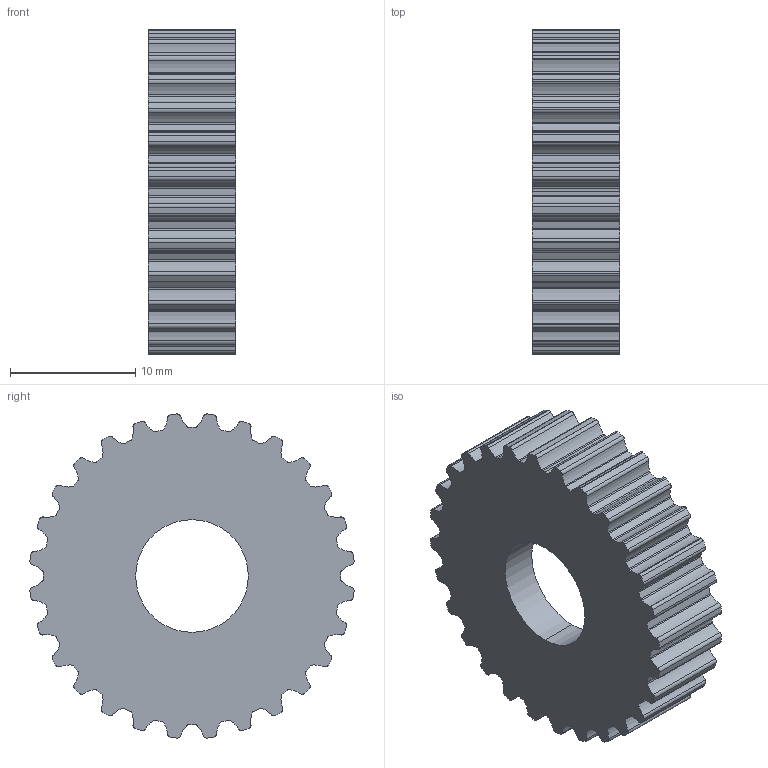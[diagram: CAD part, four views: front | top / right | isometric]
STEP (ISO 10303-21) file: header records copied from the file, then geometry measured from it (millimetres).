
FILE_DESCRIPTION (( 'STEP AP203' ), '1' );
FILE_NAME ('HTPA28S3M060_A_H5_b.STEP', '2023-10-16T04:42:30', ( '' ), ( '' ), 'SwSTEP 2.0', 'SolidWorks 2021', '' );
FILE_SCHEMA (( 'CONFIG_CONTROL_DESIGN' ));
Length unit declared in the file: millimetre
Products named in the file (1): HTPA28S3M060_A_H5_b
Bounding box: 7 x 25.87 x 25.87 mm (x, y, z)
Volume: 1810.5 mm3; surface area: 1981.9 mm2
Topology: 1 solids, 1 shells, 256 faces, 759 edges, 506 vertices
Faces by surface type: cylinder 253, plane 3
Entity records: 8970 total; most frequent: DIRECTION 1779, CARTESIAN_POINT 1522, ORIENTED_EDGE 1518, AXIS2_PLACEMENT_3D 763, EDGE_CURVE 759, CIRCLE 506, VERTEX_POINT 506, EDGE_LOOP 259
